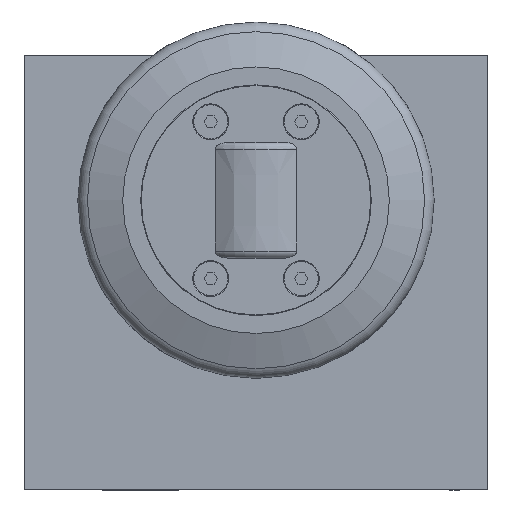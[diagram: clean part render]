
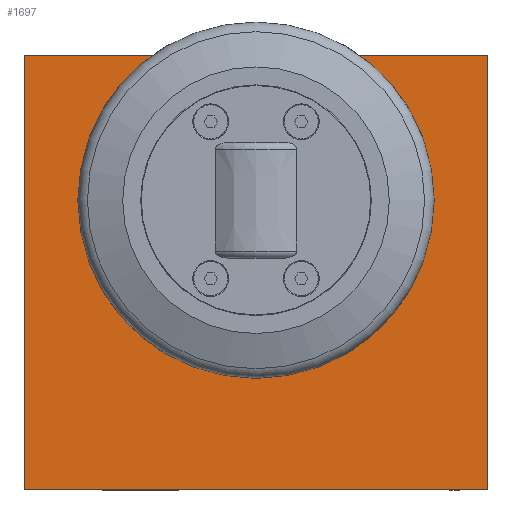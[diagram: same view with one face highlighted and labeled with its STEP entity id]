
A CAD part, front view. The second image highlights one B-rep face of the part: STEP entity #1697.
In plain terms, the highlighted planar face has unit normal (0, -1, 0).
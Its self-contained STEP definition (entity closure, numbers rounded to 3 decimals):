
#61=FACE_BOUND('',#357,.T.);
#122=CIRCLE('',#1867,39.5);
#238=FACE_OUTER_BOUND('',#356,.T.);
#356=EDGE_LOOP('',(#1490,#1491,#1492,#1493));
#357=EDGE_LOOP('',(#1494));
#458=LINE('',#2726,#611);
#463=LINE('',#2740,#616);
#481=LINE('',#2806,#634);
#484=LINE('',#2810,#637);
#611=VECTOR('',#2172,10.);
#616=VECTOR('',#2183,10.);
#634=VECTOR('',#2241,10.);
#637=VECTOR('',#2246,10.);
#770=VERTEX_POINT('',#2723);
#771=VERTEX_POINT('',#2725);
#777=VERTEX_POINT('',#2739);
#805=VERTEX_POINT('',#2805);
#823=VERTEX_POINT('',#2884);
#972=EDGE_CURVE('',#771,#770,#458,.T.);
#979=EDGE_CURVE('',#777,#771,#463,.T.);
#1012=EDGE_CURVE('',#777,#805,#481,.T.);
#1015=EDGE_CURVE('',#805,#770,#484,.T.);
#1052=EDGE_CURVE('',#823,#823,#122,.T.);
#1490=ORIENTED_EDGE('',*,*,#972,.T.);
#1491=ORIENTED_EDGE('',*,*,#1015,.F.);
#1492=ORIENTED_EDGE('',*,*,#1012,.F.);
#1493=ORIENTED_EDGE('',*,*,#979,.T.);
#1494=ORIENTED_EDGE('',*,*,#1052,.T.);
#1612=PLANE('',#1866);
#1697=ADVANCED_FACE('',(#238,#61),#1612,.T.);
#1866=AXIS2_PLACEMENT_3D('',#2883,#2322,#2323);
#1867=AXIS2_PLACEMENT_3D('',#2885,#2324,#2325);
#2172=DIRECTION('',(0.,0.,1.));
#2183=DIRECTION('',(1.,0.,0.));
#2241=DIRECTION('',(0.,0.,1.));
#2246=DIRECTION('',(1.,0.,0.));
#2322=DIRECTION('center_axis',(0.,-1.,0.));
#2323=DIRECTION('ref_axis',(0.,0.,-1.));
#2324=DIRECTION('center_axis',(0.,1.,0.));
#2325=DIRECTION('ref_axis',(0.,0.,
1.));
#2723=CARTESIAN_POINT('',(160.,0.,150.));
#2725=CARTESIAN_POINT('',(160.,0.,0.));
#2726=CARTESIAN_POINT('',(160.,0.,0.));
#2739=CARTESIAN_POINT('',(0.,0.,0.));
#2740=CARTESIAN_POINT('',(0.,0.,0.));
#2805=CARTESIAN_POINT('',(0.,0.,150.));
#2806=CARTESIAN_POINT('',(0.,0.,0.));
#2810=CARTESIAN_POINT('',(0.,0.,150.));
#2883=CARTESIAN_POINT('Origin',(0.,0.,0.));
#2884=CARTESIAN_POINT('',(80.,0.,60.5));
#2885=CARTESIAN_POINT('Origin',(80.,0.,100.));
